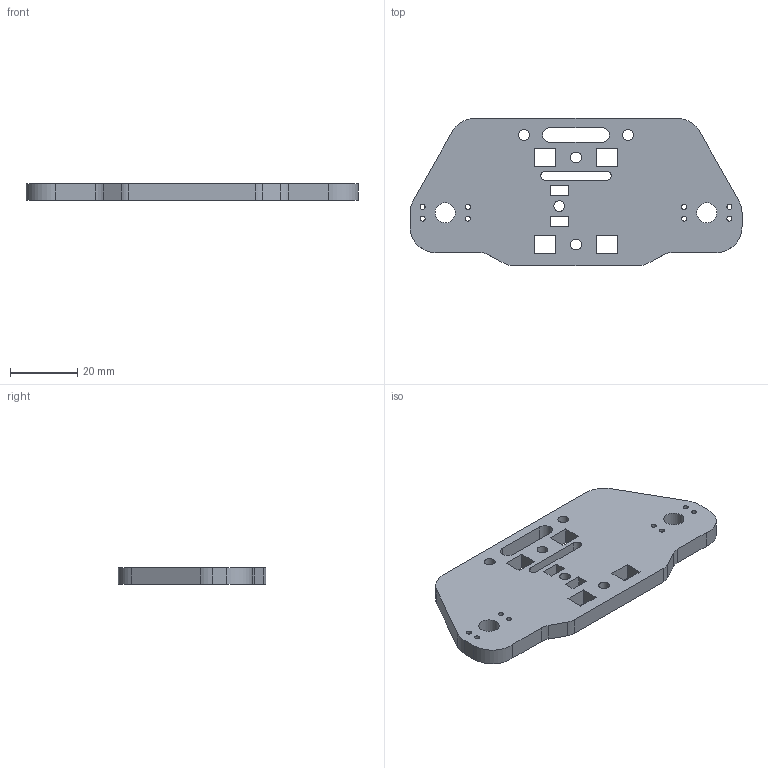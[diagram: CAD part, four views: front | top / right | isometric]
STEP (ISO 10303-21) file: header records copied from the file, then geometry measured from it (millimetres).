
FILE_DESCRIPTION(/* description */ (''),/* implementation_level */ '2;1');
FILE_NAME(/* name */ 'Front_SlidePlate.step',/* time_stamp */ '2025-12-08T23:26:49+01:00',/* author */ (''),/* organization */ (''),/* preprocessor_version */ 'ST-DEVELOPER v20.1',/* originating_system */ 'Autodesk Translation Framework v14.21.0.0',/* authorisation */ '');
FILE_SCHEMA (('AUTOMOTIVE_DESIGN { 1 0 10303 214 3 1 1 }'));
Length unit declared in the file: millimetre
Products named in the file (1): Front_SlidePlate
Bounding box: 99 x 44 x 5 mm (x, y, z)
Volume: 16511.2 mm3; surface area: 9581.2 mm2
Topology: 1 solids, 1 shells, 69 faces, 201 edges, 134 vertices
Faces by surface type: plane 40, cylinder 29
Full cylindrical faces by diameter (mm): 1.5 x8, 3.2 x5, 6 x2
Entity records: 2425 total; most frequent: CARTESIAN_POINT 405, ORIENTED_EDGE 402, DIRECTION 399, EDGE_CURVE 201, LINE 143, VECTOR 143, VERTEX_POINT 134, AXIS2_PLACEMENT_3D 128
